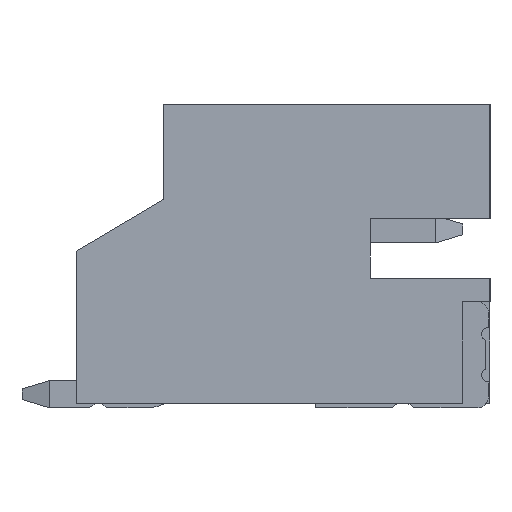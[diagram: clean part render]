
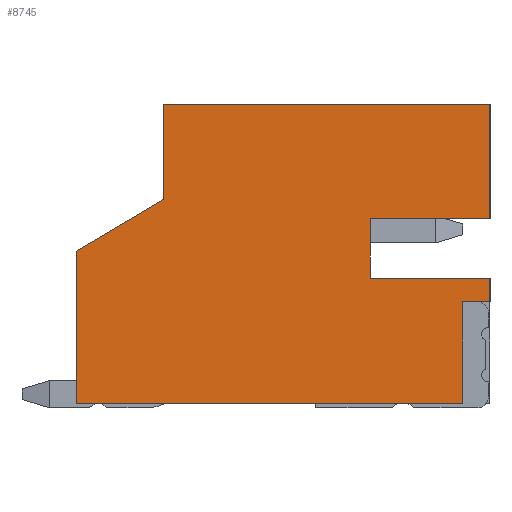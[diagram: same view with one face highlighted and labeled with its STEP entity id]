
A CAD part, left-side view. The second image highlights one B-rep face of the part: STEP entity #8745.
In plain terms, the highlighted face is planar.
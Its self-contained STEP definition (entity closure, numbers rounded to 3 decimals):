
#808=ORIENTED_EDGE('',*,*,#2395,.F.);
#809=ORIENTED_EDGE('',*,*,#2433,.T.);
#810=ORIENTED_EDGE('',*,*,#2468,.F.);
#811=ORIENTED_EDGE('',*,*,#2421,.F.);
#812=ORIENTED_EDGE('',*,*,#2426,.F.);
#813=ORIENTED_EDGE('',*,*,#2428,.F.);
#814=ORIENTED_EDGE('',*,*,#2469,.F.);
#815=ORIENTED_EDGE('',*,*,#2470,.F.);
#816=ORIENTED_EDGE('',*,*,#2471,.F.);
#817=ORIENTED_EDGE('',*,*,#2361,.T.);
#818=ORIENTED_EDGE('',*,*,#2358,.T.);
#819=ORIENTED_EDGE('',*,*,#2472,.F.);
#2358=EDGE_CURVE('',#3211,#3212,#3838,.T.);
#2361=EDGE_CURVE('',#3213,#3211,#3841,.T.);
#2395=EDGE_CURVE('',#3239,#3240,#3875,.T.);
#2421=EDGE_CURVE('',#3261,#3262,#3901,.T.);
#2426=EDGE_CURVE('',#3264,#3261,#3906,.T.);
#2428=EDGE_CURVE('',#3265,#3264,#3908,.T.);
#2433=EDGE_CURVE('',#3239,#3269,#3913,.T.);
#2468=EDGE_CURVE('',#3262,#3269,#3944,.T.);
#2469=EDGE_CURVE('',#3284,#3265,#3945,.T.);
#2470=EDGE_CURVE('',#3285,#3284,#3946,.T.);
#2471=EDGE_CURVE('',#3213,#3285,#3947,.T.);
#2472=EDGE_CURVE('',#3240,#3212,#3948,.T.);
#3211=VERTEX_POINT('',#11842);
#3212=VERTEX_POINT('',#11843);
#3213=VERTEX_POINT('',#11848);
#3239=VERTEX_POINT('',#11917);
#3240=VERTEX_POINT('',#11919);
#3261=VERTEX_POINT('',#11973);
#3262=VERTEX_POINT('',#11975);
#3264=VERTEX_POINT('',#11982);
#3265=VERTEX_POINT('',#11986);
#3269=VERTEX_POINT('',#11996);
#3284=VERTEX_POINT('',#12055);
#3285=VERTEX_POINT('',#12057);
#3838=LINE('',#11841,#4630);
#3841=LINE('',#11847,#4633);
#3875=LINE('',#11918,#4667);
#3901=LINE('',#11974,#4693);
#3906=LINE('',#11983,#4698);
#3908=LINE('',#11987,#4700);
#3913=LINE('',#11997,#4705);
#3944=LINE('',#12053,#4736);
#3945=LINE('',#12054,#4737);
#3946=LINE('',#12056,#4738);
#3947=LINE('',#12058,#4739);
#3948=LINE('',#12059,#4740);
#4630=VECTOR('',#9992,1000.);
#4633=VECTOR('',#9997,1000.);
#4667=VECTOR('',#10051,1000.);
#4693=VECTOR('',#10093,1000.);
#4698=VECTOR('',#10100,1000.);
#4700=VECTOR('',#10104,1000.);
#4705=VECTOR('',#10111,1000.);
#4736=VECTOR('',#10164,1000.);
#4737=VECTOR('',#10165,1000.);
#4738=VECTOR('',#10166,1000.);
#4739=VECTOR('',#10167,1000.);
#4740=VECTOR('',#10168,1000.);
#5289=EDGE_LOOP('',(#808,#809,#810,#811,#812,#813,#814,#815,#816,#817,#818,
#819));
#5645=FACE_BOUND('',#5289,.T.);
#6001=PLANE('',#9139);
#8745=ADVANCED_FACE('',(#5645),#6001,.F.);
#9139=AXIS2_PLACEMENT_3D('',#12052,#10162,#10163);
#9992=DIRECTION('',(0.,1.,0.));
#9997=DIRECTION('',(0.,0.511,-0.86));
#10051=DIRECTION('',(0.,1.,0.));
#10093=DIRECTION('',(0.,0.,1.));
#10100=DIRECTION('',(0.,1.,0.));
#10104=DIRECTION('',(0.,0.,-1.));
#10111=DIRECTION('',(0.,0.,1.));
#10162=DIRECTION('',(-1.,0.,0.));
#10163=DIRECTION('',(0.,0.,1.));
#10164=DIRECTION('',(0.,1.,0.));
#10165=DIRECTION('',(0.,1.,0.));
#10166=DIRECTION('',(0.,0.,1.));
#10167=DIRECTION('',(0.,-1.,0.));
#10168=DIRECTION('',(0.,0.,-1.));
#11841=CARTESIAN_POINT('',(8.,-0.05,-4.6));
#11842=CARTESIAN_POINT('',(8.,-0.05,-4.6));
#11843=CARTESIAN_POINT('',(8.,2.75,-4.6));
#11847=CARTESIAN_POINT('',(8.,-1.,-3.));
#11848=CARTESIAN_POINT('',(8.,-1.,-3.));
#11917=CARTESIAN_POINT('',(8.,0.88,2.5));
#11918=CARTESIAN_POINT('',(8.,0.88,2.5));
#11919=CARTESIAN_POINT('',(8.,2.75,2.5));
#11973=CARTESIAN_POINT('',(8.,0.45,0.8));
#11974=CARTESIAN_POINT('',(8.,0.45,0.8));
#11975=CARTESIAN_POINT('',(8.,0.45,3.));
#11982=CARTESIAN_POINT('',(8.,-0.65,0.8));
#11983=CARTESIAN_POINT('',(8.,-0.65,0.8));
#11986=CARTESIAN_POINT('',(8.,-0.65,3.));
#11987=CARTESIAN_POINT('',(8.,-0.65,3.));
#11996=CARTESIAN_POINT('',(8.,0.88,3.));
#11997=CARTESIAN_POINT('',(8.,0.88,2.5));
#12052=CARTESIAN_POINT('',(8.,0.,0.));
#12053=CARTESIAN_POINT('',(8.,-2.75,3.));
#12054=CARTESIAN_POINT('',(8.,-2.75,3.));
#12055=CARTESIAN_POINT('',(8.,-2.75,3.));
#12056=CARTESIAN_POINT('',(8.,-2.75,-3.));
#12057=CARTESIAN_POINT('',(8.,-2.75,-3.));
#12058=CARTESIAN_POINT('',(8.,2.75,-3.));
#12059=CARTESIAN_POINT('',(8.,2.75,3.));
